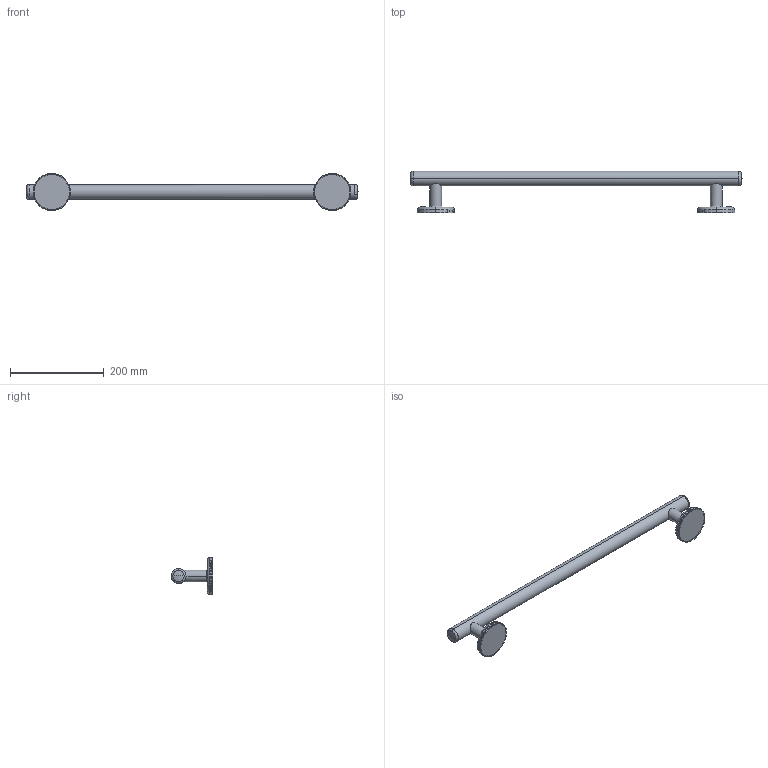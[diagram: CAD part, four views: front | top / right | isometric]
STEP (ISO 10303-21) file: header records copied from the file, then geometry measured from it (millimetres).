
FILE_DESCRIPTION (( 'STEP AP203' ), '1' );
FILE_NAME ('STEP - RL 600 - 2266509.STEP', '2023-10-19T02:18:19', ( '' ), ( '' ), 'SwSTEP 2.0', 'SolidWorks 2023', '' );
FILE_SCHEMA (( 'CONFIG_CONTROL_DESIGN' ));
Length unit declared in the file: millimetre
Products named in the file (1): STEP - RL 600 - 2266509
Bounding box: 710 x 89.3 x 79.6 mm (x, y, z)
Volume: 672873 mm3; surface area: 126185.1 mm2
Topology: 1 solids, 1 shells, 262 faces, 752 edges, 496 vertices
Faces by surface type: cone 76, plane 74, torus 52, cylinder 52, sphere 8
Entity records: 9697 total; most frequent: CARTESIAN_POINT 2883, ORIENTED_EDGE 1504, DIRECTION 1370, EDGE_CURVE 752, AXIS2_PLACEMENT_3D 639, VERTEX_POINT 496, CIRCLE 376, EDGE_LOOP 314
